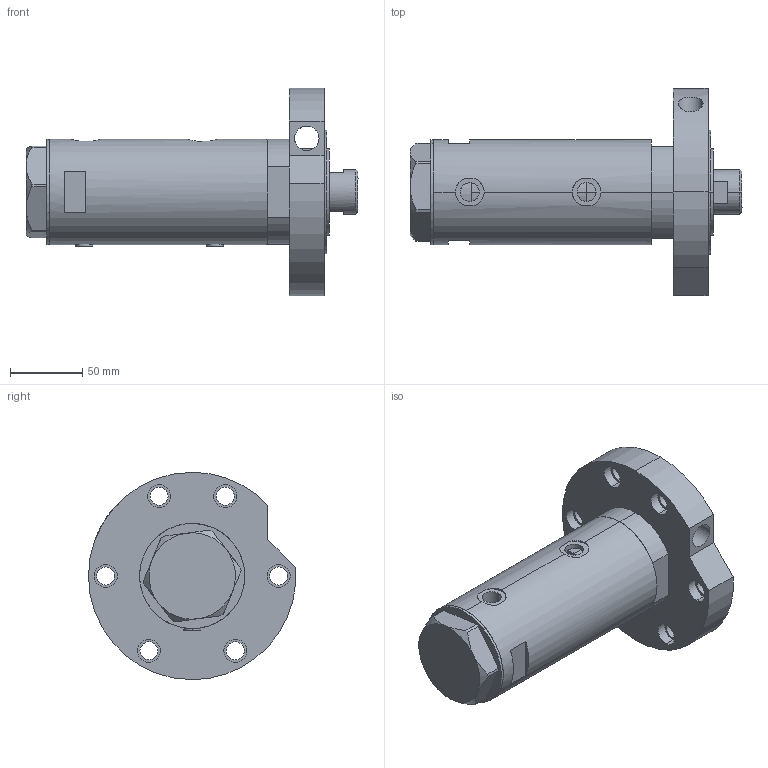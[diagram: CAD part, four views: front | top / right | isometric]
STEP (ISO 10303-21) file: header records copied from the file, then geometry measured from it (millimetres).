
FILE_DESCRIPTION (( 'STEP AP203' ), '1' );
FILE_NAME ('45f1.STEP', '2022-04-14T22:00:06', ( '' ), ( '' ), 'SwSTEP 2.0', 'SolidWorks 2019', '' );
FILE_SCHEMA (( 'CONFIG_CONTROL_DESIGN' ));
Length unit declared in the file: millimetre
Products named in the file (6): 45f1; V270CG_MIDDLE 5757d1750098487781d7031c96fa687f; V270CG_FRONT 5757d1750098487781d7031c96fa687f; V270CG_VC 5757d1750098487781d7031c96fa687f; V270CG_RF211E 5757d1750098487781d7031c96fa687f; V270CG_BACK 5757d1750098487781d7031c96fa687f
Assembly tree (5 placements, depth 2):
  45f1
    V270CG_MIDDLE 5757d1750098487781d7031c96fa687f
    V270CG_BACK 5757d1750098487781d7031c96fa687f
    V270CG_FRONT 5757d1750098487781d7031c96fa687f
    V270CG_VC 5757d1750098487781d7031c96fa687f
    V270CG_RF211E 5757d1750098487781d7031c96fa687f
Bounding box: 230.52 x 143.75 x 144 mm (x, y, z)
Volume: 1073161.1 mm3; surface area: 190829.3 mm2
Topology: 5 solids, 5 shells, 169 faces, 402 edges, 253 vertices
Faces by surface type: cylinder 88, plane 61, cone 16, torus 4
Entity records: 6404 total; most frequent: CARTESIAN_POINT 1744, DIRECTION 894, ORIENTED_EDGE 800, EDGE_CURVE 400, AXIS2_PLACEMENT_3D 365, VERTEX_POINT 253, EDGE_LOOP 211, CIRCLE 188
